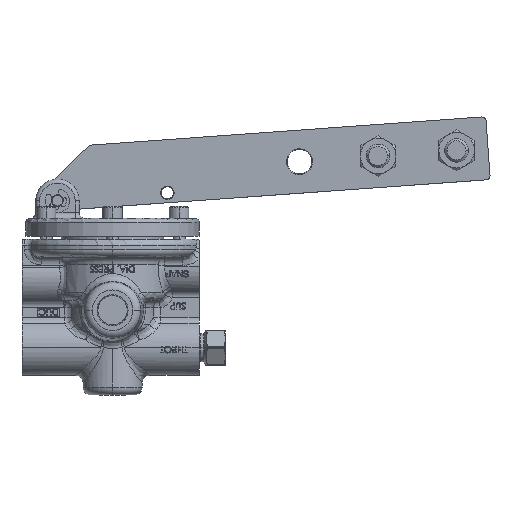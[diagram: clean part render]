
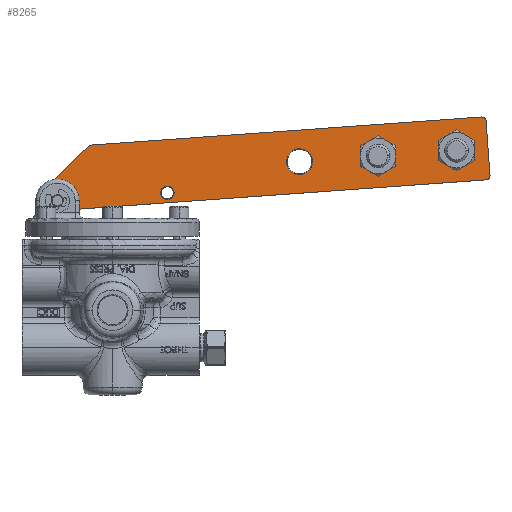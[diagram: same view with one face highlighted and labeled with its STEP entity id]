
A CAD part, top view. The second image highlights one B-rep face of the part: STEP entity #8265.
In plain terms, the highlighted planar face has unit normal (0, 0, 1).
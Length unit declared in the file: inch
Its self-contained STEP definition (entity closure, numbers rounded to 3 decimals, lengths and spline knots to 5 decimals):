
#61 = AXIS2_PLACEMENT_3D ( 'NONE', #53489, #26573, #48560 ) ;
#246 = ORIENTED_EDGE ( 'NONE', *, *, #21144, .F. ) ;
#463 = CARTESIAN_POINT ( 'NONE',  ( -1.13513, 0.71483, 0.154 ) ) ;
#1217 = VERTEX_POINT ( 'NONE', #17835 ) ;
#1245 = AXIS2_PLACEMENT_3D ( 'NONE', #4365, #7633, #53697 ) ;
#1283 = CARTESIAN_POINT ( 'NONE',  ( 5.93468, 0.91526, 0.154 ) ) ;
#1837 = CARTESIAN_POINT ( 'NONE',  ( -0.3381, 1.46724, 0.154 ) ) ;
#2465 = CARTESIAN_POINT ( 'NONE',  ( -0.33366, 1.4054, 0.154 ) ) ;
#2579 = CARTESIAN_POINT ( 'NONE',  ( 2.76362, 1.18876, 0.154 ) ) ;
#2693 = VERTEX_POINT ( 'NONE', #44900 ) ;
#2971 = AXIS2_PLACEMENT_3D ( 'NONE', #37514, #10547, #42053 ) ;
#3197 = AXIS2_PLACEMENT_3D ( 'NONE', #35336, #8392, #39898 ) ;
#3226 = VECTOR ( 'NONE', #45313, 39.37008 ) ;
#4365 = CARTESIAN_POINT ( 'NONE',  ( 0.8705, 0.70813, 0.154 ) ) ;
#4501 = VERTEX_POINT ( 'NONE', #6561 ) ;
#4790 = CARTESIAN_POINT ( 'NONE',  ( 3.17319, 1.21818, 0.154 ) ) ;
#5560 = CARTESIAN_POINT ( 'NONE',  ( 5.99652, 0.9197, 0.154 ) ) ;
#6561 = CARTESIAN_POINT ( 'NONE',  ( -1.13107, 0.65835, 0.154 ) ) ;
#6959 = DIRECTION ( 'NONE',  ( -0.997, -0.072, 0. ) ) ;
#7158 = ORIENTED_EDGE ( 'NONE', *, *, #23265, .T. ) ;
#7633 = DIRECTION ( 'NONE',  ( 0., 0., -1. ) ) ;
#8115 = VECTOR ( 'NONE', #23075, 39.37008 ) ;
#8265 = ADVANCED_FACE ( 'NONE', ( #25530, #37532, #15011 ), #50396, .F. ) ;
#8289 = VERTEX_POINT ( 'NONE', #1837 ) ;
#8392 = DIRECTION ( 'NONE',  ( 0., 0., -1. ) ) ;
#10547 = DIRECTION ( 'NONE',  ( 0., 0., -1. ) ) ;
#10905 = CIRCLE ( 'NONE', #3197, 0.20531 ) ;
#11471 = ORIENTED_EDGE ( 'NONE', *, *, #28104, .T. ) ;
#11689 = LINE ( 'NONE', #43549, #58107 ) ;
#12254 = EDGE_CURVE ( 'NONE', #25335, #17101, #24657, .T. ) ;
#13752 = EDGE_CURVE ( 'NONE', #22188, #25811, #35514, .T. ) ;
#14004 = CARTESIAN_POINT ( 'NONE',  ( 5.92931, 1.85529, 0.154 ) ) ;
#14971 = VERTEX_POINT ( 'NONE', #20322 ) ;
#15011 = FACE_OUTER_BOUND ( 'NONE', #19889, .T. ) ;
#16199 = CARTESIAN_POINT ( 'NONE',  ( 5.93024, 0.9771, 0.154 ) ) ;
#17101 = VERTEX_POINT ( 'NONE', #4790 ) ;
#17469 = CARTESIAN_POINT ( 'NONE',  ( -0.88621, 0.60795, 0.154 ) ) ;
#17778 = AXIS2_PLACEMENT_3D ( 'NONE', #54365, #27695, #50605 ) ;
#17835 = CARTESIAN_POINT ( 'NONE',  ( 5.86303, 1.91269, 0.154 ) ) ;
#18026 = AXIS2_PLACEMENT_3D ( 'NONE', #2465, #33926, #6959 ) ;
#18252 = ORIENTED_EDGE ( 'NONE', *, *, #57019, .T. ) ;
#18421 = ORIENTED_EDGE ( 'NONE', *, *, #39486, .T. ) ;
#19889 = EDGE_LOOP ( 'NONE', ( #24533, #7158, #246, #42766, #18252, #40426, #40851, #24850, #11471 ) ) ;
#20322 = CARTESIAN_POINT ( 'NONE',  ( -1.06021, 0.78746, 0.154 ) ) ;
#20351 = EDGE_CURVE ( 'NONE', #14971, #4501, #32310, .T. ) ;
#20429 = CARTESIAN_POINT ( 'NONE',  ( -0.88172, 0.67626, 0.154 ) ) ;
#20741 = DIRECTION ( 'NONE',  ( -0.997, -0.072, 0. ) ) ;
#21115 = DIRECTION ( 'NONE',  ( -0.997, -0.072, 0. ) ) ;
#21144 = EDGE_CURVE ( 'NONE', #38820, #29766, #32254, .T. ) ;
#22011 = DIRECTION ( 'NONE',  ( -0.997, -0.072, 0. ) ) ;
#22188 = VERTEX_POINT ( 'NONE', #55472 ) ;
#23075 = DIRECTION ( 'NONE',  ( -0.997, -0.072, 0. ) ) ;
#23265 = EDGE_CURVE ( 'NONE', #50452, #29766, #48255, .T. ) ;
#24533 = ORIENTED_EDGE ( 'NONE', *, *, #38581, .F. ) ;
#24657 = CIRCLE ( 'NONE', #17778, 0.20531 ) ;
#24850 = ORIENTED_EDGE ( 'NONE', *, *, #20351, .T. ) ;
#24905 = DIRECTION ( 'NONE',  ( -0.997, -0.072, 0. ) ) ;
#25335 = VERTEX_POINT ( 'NONE', #2579 ) ;
#25530 = FACE_BOUND ( 'NONE', #48535, .T. ) ;
#25694 = LINE ( 'NONE', #463, #3226 ) ;
#25811 = VERTEX_POINT ( 'NONE', #45636 ) ;
#26573 = DIRECTION ( 'NONE',  ( 0., 0., 1. ) ) ;
#27695 = DIRECTION ( 'NONE',  ( 0., 0., -1. ) ) ;
#27995 = ORIENTED_EDGE ( 'NONE', *, *, #56305, .T. ) ;
#28104 = EDGE_CURVE ( 'NONE', #4501, #2693, #37349, .T. ) ;
#28385 = DIRECTION ( 'NONE',  ( -0.997, -0.072, 0. ) ) ;
#28692 = CARTESIAN_POINT ( 'NONE',  ( 5.99208, 0.98154, 0.154 ) ) ;
#29766 = VERTEX_POINT ( 'NONE', #28692 ) ;
#32254 = LINE ( 'NONE', #37273, #54733 ) ;
#32310 = CIRCLE ( 'NONE', #33332, 0.25 ) ;
#33332 = AXIS2_PLACEMENT_3D ( 'NONE', #17469, #48916, #22011 ) ;
#33926 = DIRECTION ( 'NONE',  ( 0., 0., 1. ) ) ;
#34381 = EDGE_CURVE ( 'NONE', #8289, #55498, #48341, .T. ) ;
#35336 = CARTESIAN_POINT ( 'NONE',  ( 2.9684, 1.20347, 0.154 ) ) ;
#35514 = CIRCLE ( 'NONE', #1245, 0.1065 ) ;
#36229 = CIRCLE ( 'NONE', #2971, 0.1065 ) ;
#37042 = DIRECTION ( 'NONE',  ( 0., 0., -1. ) ) ;
#37273 = CARTESIAN_POINT ( 'NONE',  ( 5.99652, 0.9197, 0.154 ) ) ;
#37349 = CIRCLE ( 'NONE', #40757, 0.25 ) ;
#37514 = CARTESIAN_POINT ( 'NONE',  ( 0.8705, 0.70813, 0.154 ) ) ;
#37532 = FACE_BOUND ( 'NONE', #45395, .T. ) ;
#38581 = EDGE_CURVE ( 'NONE', #50452, #2693, #11689, .T. ) ;
#38812 = EDGE_CURVE ( 'NONE', #14971, #55498, #25694, .T. ) ;
#38820 = VERTEX_POINT ( 'NONE', #14004 ) ;
#39486 = EDGE_CURVE ( 'NONE', #25811, #22188, #36229, .T. ) ;
#39842 = ORIENTED_EDGE ( 'NONE', *, *, #13752, .T. ) ;
#39898 = DIRECTION ( 'NONE',  ( -0.997, -0.072, 0. ) ) ;
#40426 = ORIENTED_EDGE ( 'NONE', *, *, #34381, .T. ) ;
#40618 = CARTESIAN_POINT ( 'NONE',  ( 5.92487, 1.91713, 0.154 ) ) ;
#40757 = AXIS2_PLACEMENT_3D ( 'NONE', #20429, #51854, #24905 ) ;
#40851 = ORIENTED_EDGE ( 'NONE', *, *, #38812, .F. ) ;
#42053 = DIRECTION ( 'NONE',  ( -0.997, -0.072, 0. ) ) ;
#42077 = EDGE_CURVE ( 'NONE', #38820, #1217, #51974, .T. ) ;
#42766 = ORIENTED_EDGE ( 'NONE', *, *, #42077, .T. ) ;
#43283 = AXIS2_PLACEMENT_3D ( 'NONE', #5560, #37042, #28385 ) ;
#43549 = CARTESIAN_POINT ( 'NONE',  ( 5.99652, 0.9197, 0.154 ) ) ;
#43604 = ORIENTED_EDGE ( 'NONE', *, *, #12254, .T. ) ;
#44048 = LINE ( 'NONE', #40618, #8115 ) ;
#44900 = CARTESIAN_POINT ( 'NONE',  ( -0.8638, 0.4269, 0.154 ) ) ;
#45313 = DIRECTION ( 'NONE',  ( 0.718, 0.696, 0. ) ) ;
#45395 = EDGE_LOOP ( 'NONE', ( #27995, #43604 ) ) ;
#45636 = CARTESIAN_POINT ( 'NONE',  ( 0.97673, 0.71577, 0.154 ) ) ;
#47670 = DIRECTION ( 'NONE',  ( 0., 0., 1. ) ) ;
#48255 = CIRCLE ( 'NONE', #48458, 0.062 ) ;
#48341 = CIRCLE ( 'NONE', #18026, 0.062 ) ;
#48458 = AXIS2_PLACEMENT_3D ( 'NONE', #16199, #47670, #20741 ) ;
#48535 = EDGE_LOOP ( 'NONE', ( #18421, #39842 ) ) ;
#48560 = DIRECTION ( 'NONE',  ( -0.997, -0.072, 0. ) ) ;
#48916 = DIRECTION ( 'NONE',  ( 0., 0., 1. ) ) ;
#50396 = PLANE ( 'NONE',  #43283 ) ;
#50452 = VERTEX_POINT ( 'NONE', #1283 ) ;
#50605 = DIRECTION ( 'NONE',  ( -0.997, -0.072, 0. ) ) ;
#50816 = DIRECTION ( 'NONE',  ( 0.072, -0.997, 0. ) ) ;
#51854 = DIRECTION ( 'NONE',  ( 0., 0., 1. ) ) ;
#51974 = CIRCLE ( 'NONE', #61, 0.062 ) ;
#53489 = CARTESIAN_POINT ( 'NONE',  ( 5.86747, 1.85085, 0.154 ) ) ;
#53697 = DIRECTION ( 'NONE',  ( -0.997, -0.072, 0. ) ) ;
#54365 = CARTESIAN_POINT ( 'NONE',  ( 2.9684, 1.20347, 0.154 ) ) ;
#54733 = VECTOR ( 'NONE', #50816, 39.37008 ) ;
#55275 = CARTESIAN_POINT ( 'NONE',  ( -0.37681, 1.44992, 0.154 ) ) ;
#55472 = CARTESIAN_POINT ( 'NONE',  ( 0.76428, 0.7005, 0.154 ) ) ;
#55498 = VERTEX_POINT ( 'NONE', #55275 ) ;
#56305 = EDGE_CURVE ( 'NONE', #17101, #25335, #10905, .T. ) ;
#57019 = EDGE_CURVE ( 'NONE', #1217, #8289, #44048, .T. ) ;
#58107 = VECTOR ( 'NONE', #21115, 39.37008 ) ;
